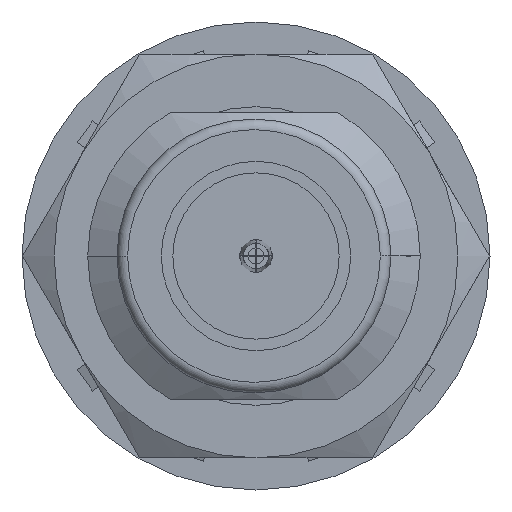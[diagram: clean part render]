
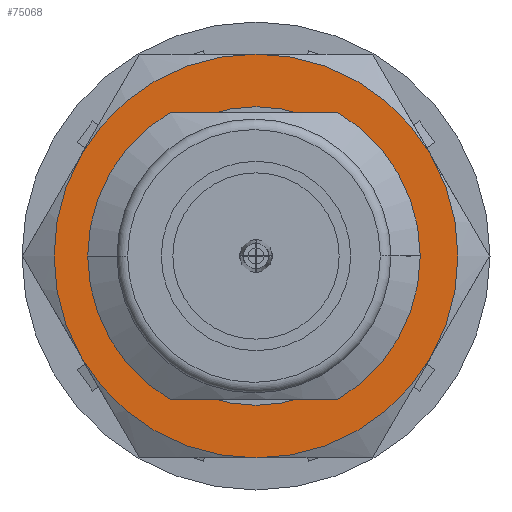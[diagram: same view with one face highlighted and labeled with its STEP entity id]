
A CAD part, left-side view. The second image highlights one B-rep face of the part: STEP entity #75068.
In plain terms, the highlighted planar face has unit normal (-1, 0, 0).
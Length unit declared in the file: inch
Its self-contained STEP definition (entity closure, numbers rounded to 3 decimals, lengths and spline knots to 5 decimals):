
#373 = AXIS2_PLACEMENT_3D ( 'NONE', #53015, #71436, #18120 ) ;
#1549 = DIRECTION ( 'NONE',  ( -1., 0., 0. ) ) ;
#3188 = VERTEX_POINT ( 'NONE', #39375 ) ;
#3287 = FACE_BOUND ( 'NONE', #15856, .T. ) ;
#4156 = AXIS2_PLACEMENT_3D ( 'NONE', #14434, #73352, #38284 ) ;
#5507 = EDGE_LOOP ( 'NONE', ( #14919, #56935, #47869, #18776, #42289, #12593 ) ) ;
#6528 = VERTEX_POINT ( 'NONE', #27518 ) ;
#6995 = EDGE_CURVE ( 'NONE', #6528, #34282, #22630, .T. ) ;
#7371 = DIRECTION ( 'NONE',  ( -1., 0., 0. ) ) ;
#8119 = CARTESIAN_POINT ( 'NONE',  ( -0.10167, 0., 0. ) ) ;
#10723 = DIRECTION ( 'NONE',  ( -1., 0., 0. ) ) ;
#12593 = ORIENTED_EDGE ( 'NONE', *, *, #71239, .T. ) ;
#12704 = VERTEX_POINT ( 'NONE', #61600 ) ;
#14434 = CARTESIAN_POINT ( 'NONE',  ( -0.10167, 0., 0. ) ) ;
#14919 = ORIENTED_EDGE ( 'NONE', *, *, #51669, .T. ) ;
#15856 = EDGE_LOOP ( 'NONE', ( #57756, #34316 ) ) ;
#17936 = EDGE_CURVE ( 'NONE', #25218, #3188, #61912, .T. ) ;
#18120 = DIRECTION ( 'NONE',  ( 0., 0., -1. ) ) ;
#18776 = ORIENTED_EDGE ( 'NONE', *, *, #71809, .T. ) ;
#19680 = DIRECTION ( 'NONE',  ( 0., 0., 1. ) ) ;
#20558 = EDGE_CURVE ( 'NONE', #34282, #43112, #47485, .T. ) ;
#21226 = CARTESIAN_POINT ( 'NONE',  ( -0.10167, -0.32877, 0.18982 ) ) ;
#22630 = CIRCLE ( 'NONE', #47848, 0.37963 ) ;
#24249 = FACE_OUTER_BOUND ( 'NONE', #5507, .T. ) ;
#25218 = VERTEX_POINT ( 'NONE', #67111 ) ;
#27518 = CARTESIAN_POINT ( 'NONE',  ( -0.10167, 0., 0.37963 ) ) ;
#29065 = CIRCLE ( 'NONE', #40793, 0.37963 ) ;
#29416 = CARTESIAN_POINT ( 'NONE',  ( -0.10167, 0., 0. ) ) ;
#30292 = DIRECTION ( 'NONE',  ( 0., 0., 1. ) ) ;
#31850 = CARTESIAN_POINT ( 'NONE',  ( -0.10167, 0., 0. ) ) ;
#34282 = VERTEX_POINT ( 'NONE', #35660 ) ;
#34316 = ORIENTED_EDGE ( 'NONE', *, *, #43744, .T. ) ;
#34657 = CARTESIAN_POINT ( 'NONE',  ( -0.10167, 0.28063, 0. ) ) ;
#35527 = CIRCLE ( 'NONE', #62150, 0.37963 ) ;
#35660 = CARTESIAN_POINT ( 'NONE',  ( -0.10167, 0.32877, 0.18982 ) ) ;
#36359 = CARTESIAN_POINT ( 'NONE',  ( -0.10167, 0., 0. ) ) ;
#37208 = AXIS2_PLACEMENT_3D ( 'NONE', #8119, #7371, #54230 ) ;
#38284 = DIRECTION ( 'NONE',  ( 0., 0., -1. ) ) ;
#39375 = CARTESIAN_POINT ( 'NONE',  ( -0.10167, -0.32877, -0.18982 ) ) ;
#39840 = DIRECTION ( 'NONE',  ( -1., 0., 0. ) ) ;
#40793 = AXIS2_PLACEMENT_3D ( 'NONE', #31850, #10723, #61240 ) ;
#42264 = DIRECTION ( 'NONE',  ( 0., 0., 1. ) ) ;
#42289 = ORIENTED_EDGE ( 'NONE', *, *, #17936, .T. ) ;
#43112 = VERTEX_POINT ( 'NONE', #62794 ) ;
#43744 = EDGE_CURVE ( 'NONE', #12704, #65459, #59317, .T. ) ;
#45165 = AXIS2_PLACEMENT_3D ( 'NONE', #29416, #46515, #52612 ) ;
#46515 = DIRECTION ( 'NONE',  ( -1., 0., 0. ) ) ;
#47485 = CIRCLE ( 'NONE', #66917, 0.37963 ) ;
#47848 = AXIS2_PLACEMENT_3D ( 'NONE', #68519, #39840, #51106 ) ;
#47869 = ORIENTED_EDGE ( 'NONE', *, *, #20558, .T. ) ;
#50120 = CARTESIAN_POINT ( 'NONE',  ( -0.10167, 0., -0.28063 ) ) ;
#51106 = DIRECTION ( 'NONE',  ( 0., 0., 1. ) ) ;
#51669 = EDGE_CURVE ( 'NONE', #55872, #6528, #35527, .T. ) ;
#52612 = DIRECTION ( 'NONE',  ( 0., 0., 1. ) ) ;
#53015 = CARTESIAN_POINT ( 'NONE',  ( -0.10167, 0., 0. ) ) ;
#53996 = DIRECTION ( 'NONE',  ( -1., 0., 0. ) ) ;
#54230 = DIRECTION ( 'NONE',  ( 0., 0., 1. ) ) ;
#54861 = CARTESIAN_POINT ( 'NONE',  ( -0.10167, 0., 0. ) ) ;
#55872 = VERTEX_POINT ( 'NONE', #21226 ) ;
#56848 = AXIS2_PLACEMENT_3D ( 'NONE', #34657, #53996, #30292 ) ;
#56935 = ORIENTED_EDGE ( 'NONE', *, *, #6995, .T. ) ;
#57756 = ORIENTED_EDGE ( 'NONE', *, *, #59850, .T. ) ;
#58616 = PLANE ( 'NONE',  #56848 ) ;
#59317 = CIRCLE ( 'NONE', #4156, 0.28063 ) ;
#59850 = EDGE_CURVE ( 'NONE', #65459, #12704, #70068, .T. ) ;
#60014 = DIRECTION ( 'NONE',  ( -1., 0., 0. ) ) ;
#61240 = DIRECTION ( 'NONE',  ( 0., 0., 1. ) ) ;
#61600 = CARTESIAN_POINT ( 'NONE',  ( -0.10167, 0., 0.28063 ) ) ;
#61912 = CIRCLE ( 'NONE', #37208, 0.37963 ) ;
#62150 = AXIS2_PLACEMENT_3D ( 'NONE', #54861, #60014, #19680 ) ;
#62794 = CARTESIAN_POINT ( 'NONE',  ( -0.10167, 0.32877, -0.18982 ) ) ;
#62948 = CIRCLE ( 'NONE', #45165, 0.37963 ) ;
#65459 = VERTEX_POINT ( 'NONE', #50120 ) ;
#66917 = AXIS2_PLACEMENT_3D ( 'NONE', #36359, #1549, #42264 ) ;
#67111 = CARTESIAN_POINT ( 'NONE',  ( -0.10167, 0., -0.37963 ) ) ;
#68519 = CARTESIAN_POINT ( 'NONE',  ( -0.10167, 0., 0. ) ) ;
#70068 = CIRCLE ( 'NONE', #373, 0.28063 ) ;
#71239 = EDGE_CURVE ( 'NONE', #3188, #55872, #62948, .T. ) ;
#71436 = DIRECTION ( 'NONE',  ( 1., 0., 0. ) ) ;
#71809 = EDGE_CURVE ( 'NONE', #43112, #25218, #29065, .T. ) ;
#73352 = DIRECTION ( 'NONE',  ( 1., 0., 0. ) ) ;
#75068 = ADVANCED_FACE ( 'NONE', ( #3287, #24249 ), #58616, .T. ) ;
